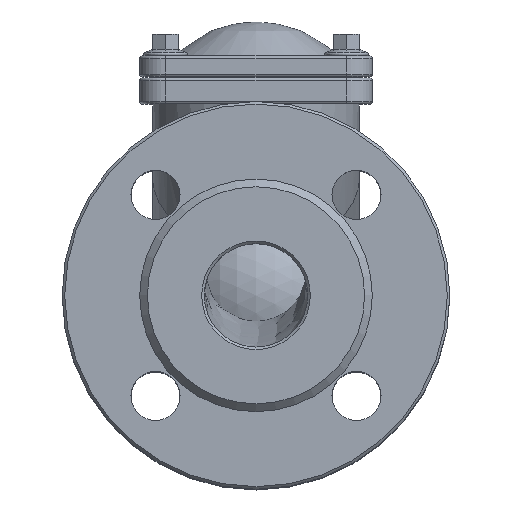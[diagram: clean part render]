
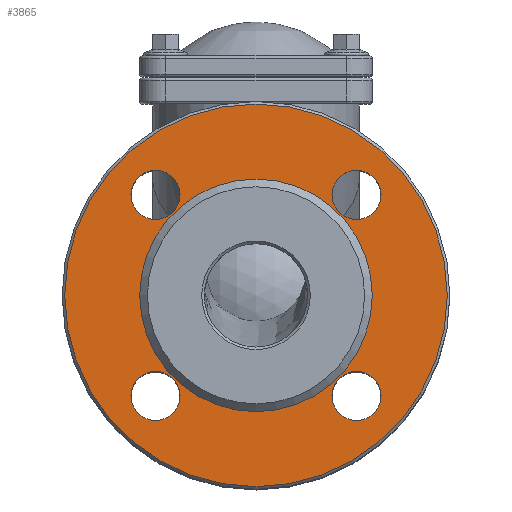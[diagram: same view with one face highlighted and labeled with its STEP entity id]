
A CAD part, top view. The second image highlights one B-rep face of the part: STEP entity #3865.
In plain terms, the highlighted planar face has unit normal (0, 0, 1).
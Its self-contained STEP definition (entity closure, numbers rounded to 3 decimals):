
#179=FACE_BOUND('',#1141,.T.);
#180=FACE_BOUND('',#1142,.T.);
#181=FACE_BOUND('',#1143,.T.);
#182=FACE_BOUND('',#1144,.T.);
#183=FACE_BOUND('',#1145,.T.);
#255=PLANE('',#4332);
#878=FACE_OUTER_BOUND('',#1140,.T.);
#1140=EDGE_LOOP('',(#3151));
#1141=EDGE_LOOP('',(#3152));
#1142=EDGE_LOOP('',(#3153));
#1143=EDGE_LOOP('',(#3154));
#1144=EDGE_LOOP('',(#3155));
#1145=EDGE_LOOP('',(#3156));
#1374=CIRCLE('',#4331,74.);
#1375=CIRCLE('',#4333,45.);
#1376=CIRCLE('',#4334,9.5);
#1377=CIRCLE('',#4335,9.5);
#1378=CIRCLE('',#4336,9.5);
#1379=CIRCLE('',#4337,9.5);
#1774=VERTEX_POINT('',#8416);
#1775=VERTEX_POINT('',#8420);
#1776=VERTEX_POINT('',#8422);
#1777=VERTEX_POINT('',#8424);
#1778=VERTEX_POINT('',#8426);
#1779=VERTEX_POINT('',#8428);
#2245=EDGE_CURVE('',#1774,#1774,#1374,.T.);
#2246=EDGE_CURVE('',#1775,#1775,#1375,.T.);
#2247=EDGE_CURVE('',#1776,#1776,#1376,.T.);
#2248=EDGE_CURVE('',#1777,#1777,#1377,.T.);
#2249=EDGE_CURVE('',#1778,#1778,#1378,.T.);
#2250=EDGE_CURVE('',#1779,#1779,#1379,.T.);
#3151=ORIENTED_EDGE('',*,*,#2245,.T.);
#3152=ORIENTED_EDGE('',*,*,#2246,.T.);
#3153=ORIENTED_EDGE('',*,*,#2247,.T.);
#3154=ORIENTED_EDGE('',*,*,#2248,.T.);
#3155=ORIENTED_EDGE('',*,*,#2249,.T.);
#3156=ORIENTED_EDGE('',*,*,#2250,.T.);
#3865=ADVANCED_FACE('',(#878,#179,#180,#181,#182,#183),#255,.T.);
#4331=AXIS2_PLACEMENT_3D('',#8418,#5159,#5160);
#4332=AXIS2_PLACEMENT_3D('',#8419,#5161,#5162);
#4333=AXIS2_PLACEMENT_3D('',#8421,#5163,#5164);
#4334=AXIS2_PLACEMENT_3D('',#8423,#5165,#5166);
#4335=AXIS2_PLACEMENT_3D('',#8425,#5167,#5168);
#4336=AXIS2_PLACEMENT_3D('',#8427,#5169,#5170);
#4337=AXIS2_PLACEMENT_3D('',#8429,#5171,#5172);
#5159=DIRECTION('center_axis',(0.,0.,1.));
#5160=DIRECTION('ref_axis',(-1.,0.,0.));
#5161=DIRECTION('center_axis',(0.,0.,1.));
#5162=DIRECTION('ref_axis',(1.,0.,0.));
#5163=DIRECTION('center_axis',(0.,0.,-1.));
#5164=DIRECTION('ref_axis',(-1.,0.,0.));
#5165=DIRECTION('center_axis',(0.,0.,-1.));
#5166=DIRECTION('ref_axis',(-1.,0.,0.));
#5167=DIRECTION('center_axis',(0.,0.,-1.));
#5168=DIRECTION('ref_axis',(-1.,0.,0.));
#5169=DIRECTION('center_axis',(0.,0.,-1.));
#5170=DIRECTION('ref_axis',(-1.,0.,0.));
#5171=DIRECTION('center_axis',(0.,0.,-1.));
#5172=DIRECTION('ref_axis',(-1.,0.,0.));
#8416=CARTESIAN_POINT('',(74.,0.,177.));
#8418=CARTESIAN_POINT('Origin',(0.,0.,177.));
#8419=CARTESIAN_POINT('Origin',(0.,0.,177.));
#8420=CARTESIAN_POINT('',(45.,0.,177.));
#8421=CARTESIAN_POINT('Origin',(0.,0.,177.));
#8422=CARTESIAN_POINT('',(48.391,-38.891,177.));
#8423=CARTESIAN_POINT('Origin',(38.891,-38.891,177.));
#8424=CARTESIAN_POINT('',(-29.391,-38.891,177.));
#8425=CARTESIAN_POINT('Origin',(-38.891,-38.891,177.));
#8426=CARTESIAN_POINT('',(-29.391,38.891,177.));
#8427=CARTESIAN_POINT('Origin',(-38.891,38.891,177.));
#8428=CARTESIAN_POINT('',(48.391,38.891,177.));
#8429=CARTESIAN_POINT('Origin',(38.891,38.891,177.));
